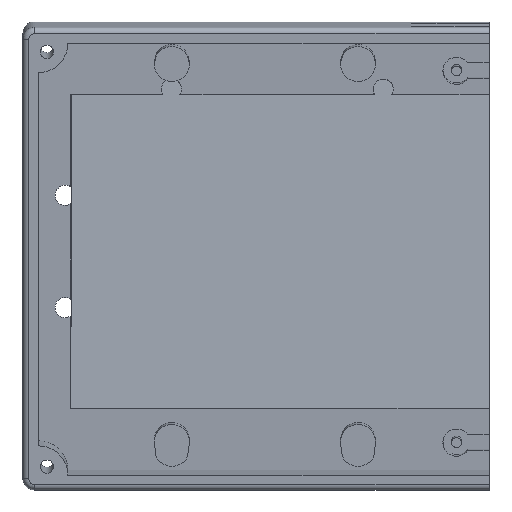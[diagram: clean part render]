
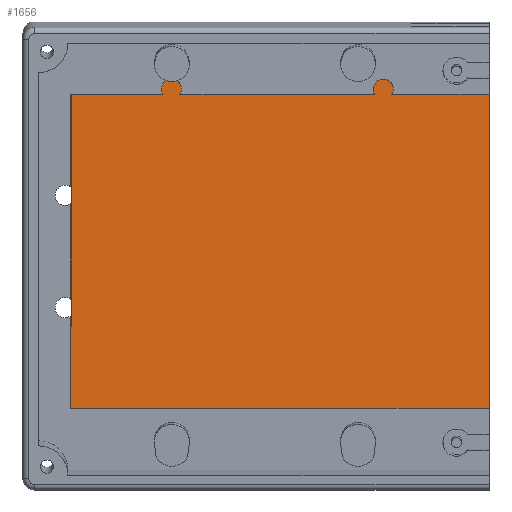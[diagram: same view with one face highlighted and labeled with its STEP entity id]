
A CAD part, top view. The second image highlights one B-rep face of the part: STEP entity #1656.
In plain terms, the highlighted planar face has unit normal (0, 0, 1).
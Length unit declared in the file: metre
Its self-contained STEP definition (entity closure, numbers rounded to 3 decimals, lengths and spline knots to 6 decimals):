
#39=PLANE('',#1810);
#156=LINE('',#2716,#313);
#166=LINE('',#2736,#323);
#168=LINE('',#2740,#325);
#170=LINE('',#2744,#327);
#171=LINE('',#2749,#328);
#172=LINE('',#2755,#329);
#173=LINE('',#2757,#330);
#174=LINE('',#2758,#331);
#313=VECTOR('',#2136,1.);
#323=VECTOR('',#2152,1.);
#325=VECTOR('',#2156,1.);
#327=VECTOR('',#2160,1.);
#328=VECTOR('',#2165,1.);
#329=VECTOR('',#2170,1.);
#330=VECTOR('',#2171,1.);
#331=VECTOR('',#2172,1.);
#553=ORIENTED_EDGE('',*,*,#1049,.F.);
#554=ORIENTED_EDGE('',*,*,#1045,.F.);
#555=ORIENTED_EDGE('',*,*,#1050,.F.);
#556=ORIENTED_EDGE('',*,*,#1051,.F.);
#557=ORIENTED_EDGE('',*,*,#1052,.F.);
#558=ORIENTED_EDGE('',*,*,#1053,.F.);
#559=ORIENTED_EDGE('',*,*,#1054,.F.);
#560=ORIENTED_EDGE('',*,*,#1055,.F.);
#561=ORIENTED_EDGE('',*,*,#1056,.F.);
#562=ORIENTED_EDGE('',*,*,#1035,.T.);
#563=ORIENTED_EDGE('',*,*,#1057,.F.);
#564=ORIENTED_EDGE('',*,*,#1047,.T.);
#1035=EDGE_CURVE('',#1281,#1280,#156,.T.);
#1045=EDGE_CURVE('',#1287,#1286,#166,.T.);
#1047=EDGE_CURVE('',#1289,#1288,#168,.T.);
#1049=EDGE_CURVE('',#1286,#1288,#170,.T.);
#1050=EDGE_CURVE('',#1290,#1287,#1377,.T.);
#1051=EDGE_CURVE('',#1291,#1290,#1378,.T.);
#1052=EDGE_CURVE('',#1292,#1291,#171,.T.);
#1053=EDGE_CURVE('',#1293,#1292,#1379,.T.);
#1054=EDGE_CURVE('',#1294,#1293,#1380,.T.);
#1055=EDGE_CURVE('',#1295,#1294,#172,.T.);
#1056=EDGE_CURVE('',#1281,#1295,#173,.T.);
#1057=EDGE_CURVE('',#1289,#1280,#174,.T.);
#1280=VERTEX_POINT('',#2715);
#1281=VERTEX_POINT('',#2717);
#1286=VERTEX_POINT('',#2733);
#1287=VERTEX_POINT('',#2735);
#1288=VERTEX_POINT('',#2739);
#1289=VERTEX_POINT('',#2741);
#1290=VERTEX_POINT('',#2746);
#1291=VERTEX_POINT('',#2748);
#1292=VERTEX_POINT('',#2750);
#1293=VERTEX_POINT('',#2752);
#1294=VERTEX_POINT('',#2754);
#1295=VERTEX_POINT('',#2756);
#1377=CIRCLE('',#1811,0.002058);
#1378=CIRCLE('',#1812,0.002058);
#1379=CIRCLE('',#1813,0.002058);
#1380=CIRCLE('',#1814,0.002058);
#1441=EDGE_LOOP('',(#553,#554,#555,#556,#557,#558,#559,#560,#561,#562,#563,
#564));
#1536=FACE_BOUND('',#1441,.T.);
#1656=ADVANCED_FACE('',(#1536),#39,.F.);
#1810=AXIS2_PLACEMENT_3D('',#2743,#2158,#2159);
#1811=AXIS2_PLACEMENT_3D('',#2745,#2161,#2162);
#1812=AXIS2_PLACEMENT_3D('',#2747,#2163,#2164);
#1813=AXIS2_PLACEMENT_3D('',#2751,#2166,#2167);
#1814=AXIS2_PLACEMENT_3D('',#2753,#2168,#2169);
#2136=DIRECTION('',(-1.,0.,0.));
#2152=DIRECTION('',(1.,0.,0.));
#2156=DIRECTION('',(1.,0.,0.));
#2158=DIRECTION('',(0.,0.,-1.));
#2159=DIRECTION('',(1.,0.,0.));
#2160=DIRECTION('',(0.,-1.,0.));
#2161=DIRECTION('',(0.,0.,-1.));
#2162=DIRECTION('',(-1.,0.,0.));
#2163=DIRECTION('',(0.,0.,-1.));
#2164=DIRECTION('',(-1.,0.,0.));
#2165=DIRECTION('',(1.,0.,0.));
#2166=DIRECTION('',(0.,0.,-1.));
#2167=DIRECTION('',(-1.,0.,0.));
#2168=DIRECTION('',(0.,0.,-1.));
#2169=DIRECTION('',(-1.,0.,0.));
#2170=DIRECTION('',(1.,0.,0.));
#2171=DIRECTION('',(0.,1.,0.));
#2172=DIRECTION('',(0.,1.,0.));
#2715=CARTESIAN_POINT('',(-0.08565,-0.021466,-0.013));
#2716=CARTESIAN_POINT('',(0.,-0.021466,-0.013));
#2717=CARTESIAN_POINT('',(-0.0854,-0.021466,-0.013));
#2733=CARTESIAN_POINT('',(0.,0.0252,-0.013));
#2735=CARTESIAN_POINT('',(-0.019938,0.0252,-0.013));
#2736=CARTESIAN_POINT('',(0.,0.0252,-0.013));
#2739=CARTESIAN_POINT('',(0.,-0.039,-0.013));
#2740=CARTESIAN_POINT('',(0.009542,-0.039,-0.013));
#2741=CARTESIAN_POINT('',(-0.08565,-0.039,-0.013));
#2743=CARTESIAN_POINT('',(-0.001587,-0.005313,-0.013));
#2744=CARTESIAN_POINT('',(0.,-0.005313,-0.013));
#2745=CARTESIAN_POINT('',(-0.021667,0.026317,-0.013));
#2746=CARTESIAN_POINT('',(-0.023725,0.026317,-0.013));
#2747=CARTESIAN_POINT('',(-0.021667,0.026317,-0.013));
#2748=CARTESIAN_POINT('',(-0.023395,0.0252,-0.013));
#2749=CARTESIAN_POINT('',(-0.043333,0.0252,-0.013));
#2750=CARTESIAN_POINT('',(-0.063271,0.0252,-0.013));
#2751=CARTESIAN_POINT('',(-0.065,0.026317,-0.013));
#2752=CARTESIAN_POINT('',(-0.067058,0.026317,-0.013));
#2753=CARTESIAN_POINT('',(-0.065,0.026317,-0.013));
#2754=CARTESIAN_POINT('',(-0.066729,0.0252,-0.013));
#2755=CARTESIAN_POINT('',(-0.076189,0.0252,-0.013));
#2756=CARTESIAN_POINT('',(-0.0854,0.0252,-0.013));
#2757=CARTESIAN_POINT('',(-0.0854,-0.005184,-0.013));
#2758=CARTESIAN_POINT('',(-0.08565,-0.029564,-0.013));
